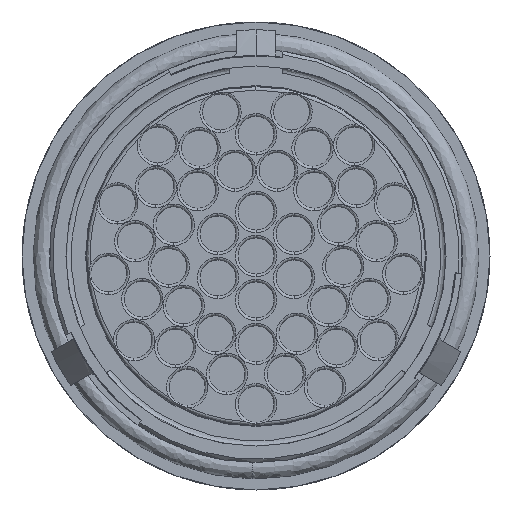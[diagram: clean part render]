
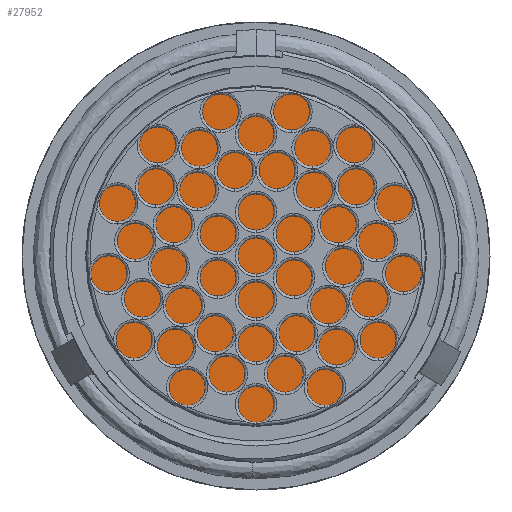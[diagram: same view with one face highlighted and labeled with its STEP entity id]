
A CAD part, front view. The second image highlights one B-rep face of the part: STEP entity #27952.
In plain terms, the highlighted planar face has unit normal (0, -1, 0).
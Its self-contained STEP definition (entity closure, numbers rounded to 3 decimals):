
#226 = DIRECTION ( 'NONE',  ( -0.931, 0., 0.366 ) ) ;
#650 = EDGE_LOOP ( 'NONE', ( #4985, #11496 ) ) ;
#2867 = DIRECTION ( 'NONE',  ( -0.931, 0., 0.366 ) ) ;
#3478 = CARTESIAN_POINT ( 'NONE',  ( -20.369, -3.3, 14.06 ) ) ;
#3615 = EDGE_CURVE ( 'NONE', #4316, #19761, #7732, .T. ) ;
#4316 = VERTEX_POINT ( 'NONE', #23991 ) ;
#4968 = EDGE_CURVE ( 'NONE', #38907, #5068, #40648, .T. ) ;
#4985 = ORIENTED_EDGE ( 'NONE', *, *, #32190, .T. ) ;
#5030 = AXIS2_PLACEMENT_3D ( 'NONE', #6854, #16589, #226 ) ;
#5068 = VERTEX_POINT ( 'NONE', #10863 ) ;
#5131 = DIRECTION ( 'NONE',  ( 0., -1., 0. ) ) ;
#5836 = CARTESIAN_POINT ( 'NONE',  ( 27.456, -3.3, -10.789 ) ) ;
#6734 = AXIS2_PLACEMENT_3D ( 'NONE', #25459, #15135, #15744 ) ;
#6854 = CARTESIAN_POINT ( 'NONE',  ( -16.247, -3.3, -18.339 ) ) ;
#6877 = EDGE_LOOP ( 'NONE', ( #9217, #28752 ) ) ;
#7148 = DIRECTION ( 'NONE',  ( 0., -1., 0. ) ) ;
#7732 = CIRCLE ( 'NONE', #24937, 1.9 ) ;
#8363 = EDGE_CURVE ( 'NONE', #19761, #4316, #22367, .T. ) ;
#9217 = ORIENTED_EDGE ( 'NONE', *, *, #40123, .T. ) ;
#9988 = CIRCLE ( 'NONE', #25201, 1.9 ) ;
#10863 = CARTESIAN_POINT ( 'NONE',  ( -27.456, -3.3, 10.789 ) ) ;
#11496 = ORIENTED_EDGE ( 'NONE', *, *, #25621, .T. ) ;
#11941 = DIRECTION ( 'NONE',  ( -0.931, 0., 0.366 ) ) ;
#12781 = DIRECTION ( 'NONE',  ( 0., 1., 0. ) ) ;
#12809 = EDGE_CURVE ( 'NONE', #35428, #30739, #32398, .T. ) ;
#12838 = FACE_OUTER_BOUND ( 'NONE', #31707, .T. ) ;
#13088 = ORIENTED_EDGE ( 'NONE', *, *, #3615, .T. ) ;
#13248 = ORIENTED_EDGE ( 'NONE', *, *, #34255, .T. ) ;
#13308 = AXIS2_PLACEMENT_3D ( 'NONE', #31823, #12781, #28729 ) ;
#13438 = CIRCLE ( 'NONE', #18750, 1.9 ) ;
#13639 = CARTESIAN_POINT ( 'NONE',  ( 24.321, -3.3, 2.953 ) ) ;
#14348 = ORIENTED_EDGE ( 'NONE', *, *, #8363, .T. ) ;
#15135 = DIRECTION ( 'NONE',  ( 0., -1., 0. ) ) ;
#15547 = PLANE ( 'NONE',  #6734 ) ;
#15744 = DIRECTION ( 'NONE',  ( -0.931, 0., 0.366 ) ) ;
#15945 = FACE_BOUND ( 'NONE', #650, .T. ) ;
#16589 = DIRECTION ( 'NONE',  ( 0., 1., 0. ) ) ;
#17487 = AXIS2_PLACEMENT_3D ( 'NONE', #23686, #7148, #39228 ) ;
#18750 = AXIS2_PLACEMENT_3D ( 'NONE', #3478, #34336, #2867 ) ;
#19761 = VERTEX_POINT ( 'NONE', #27031 ) ;
#20064 = CARTESIAN_POINT ( 'NONE',  ( -18.6, -3.3, 13.365 ) ) ;
#21058 = AXIS2_PLACEMENT_3D ( 'NONE', #13639, #32269, #30199 ) ;
#21468 = DIRECTION ( 'NONE',  ( 0., 1., 0. ) ) ;
#22156 = AXIS2_PLACEMENT_3D ( 'NONE', #30577, #5131, #24566 ) ;
#22367 = CIRCLE ( 'NONE', #21058, 1.9 ) ;
#23686 = CARTESIAN_POINT ( 'NONE',  ( 0., -3.3, 0. ) ) ;
#23991 = CARTESIAN_POINT ( 'NONE',  ( 22.553, -3.3, 3.648 ) ) ;
#24353 = CARTESIAN_POINT ( 'NONE',  ( -20.369, -3.3, 14.06 ) ) ;
#24566 = DIRECTION ( 'NONE',  ( 0.931, 0., -0.366 ) ) ;
#24844 = CIRCLE ( 'NONE', #5030, 1.9 ) ;
#24937 = AXIS2_PLACEMENT_3D ( 'NONE', #33475, #27469, #27876 ) ;
#25201 = AXIS2_PLACEMENT_3D ( 'NONE', #24353, #21468, #11941 ) ;
#25256 = FACE_BOUND ( 'NONE', #6877, .T. ) ;
#25459 = CARTESIAN_POINT ( 'NONE',  ( 5.395, -3.3, 13.728 ) ) ;
#25621 = EDGE_CURVE ( 'NONE', #35499, #28872, #9988, .T. ) ;
#26113 = CIRCLE ( 'NONE', #22156, 29.5 ) ;
#27031 = CARTESIAN_POINT ( 'NONE',  ( 26.09, -3.3, 2.258 ) ) ;
#27469 = DIRECTION ( 'NONE',  ( 0., 1., 0. ) ) ;
#27876 = DIRECTION ( 'NONE',  ( -0.931, 0., 0.366 ) ) ;
#27952 = ADVANCED_FACE ( 'NONE', ( #31676, #15945, #25256, #12838 ), #15547, .T. ) ;
#28729 = DIRECTION ( 'NONE',  ( -0.931, 0., 0.366 ) ) ;
#28752 = ORIENTED_EDGE ( 'NONE', *, *, #12809, .T. ) ;
#28872 = VERTEX_POINT ( 'NONE', #40000 ) ;
#30199 = DIRECTION ( 'NONE',  ( -0.931, 0., 0.366 ) ) ;
#30577 = CARTESIAN_POINT ( 'NONE',  ( 0., -3.3, 0. ) ) ;
#30739 = VERTEX_POINT ( 'NONE', #35185 ) ;
#31676 = FACE_BOUND ( 'NONE', #35246, .T. ) ;
#31707 = EDGE_LOOP ( 'NONE', ( #38197, #13248 ) ) ;
#31823 = CARTESIAN_POINT ( 'NONE',  ( -16.247, -3.3, -18.339 ) ) ;
#32190 = EDGE_CURVE ( 'NONE', #28872, #35499, #13438, .T. ) ;
#32269 = DIRECTION ( 'NONE',  ( 0., 1., 0. ) ) ;
#32398 = CIRCLE ( 'NONE', #13308, 1.9 ) ;
#33475 = CARTESIAN_POINT ( 'NONE',  ( 24.321, -3.3, 2.953 ) ) ;
#34255 = EDGE_CURVE ( 'NONE', #5068, #38907, #26113, .T. ) ;
#34336 = DIRECTION ( 'NONE',  ( 0., 1., 0. ) ) ;
#35185 = CARTESIAN_POINT ( 'NONE',  ( -18.015, -3.3, -17.644 ) ) ;
#35246 = EDGE_LOOP ( 'NONE', ( #13088, #14348 ) ) ;
#35428 = VERTEX_POINT ( 'NONE', #37869 ) ;
#35499 = VERTEX_POINT ( 'NONE', #20064 ) ;
#37869 = CARTESIAN_POINT ( 'NONE',  ( -14.478, -3.3, -19.033 ) ) ;
#38197 = ORIENTED_EDGE ( 'NONE', *, *, #4968, .T. ) ;
#38907 = VERTEX_POINT ( 'NONE', #5836 ) ;
#39228 = DIRECTION ( 'NONE',  ( 0.931, 0., -0.366 ) ) ;
#40000 = CARTESIAN_POINT ( 'NONE',  ( -22.137, -3.3, 14.754 ) ) ;
#40123 = EDGE_CURVE ( 'NONE', #30739, #35428, #24844, .T. ) ;
#40648 = CIRCLE ( 'NONE', #17487, 29.5 ) ;
